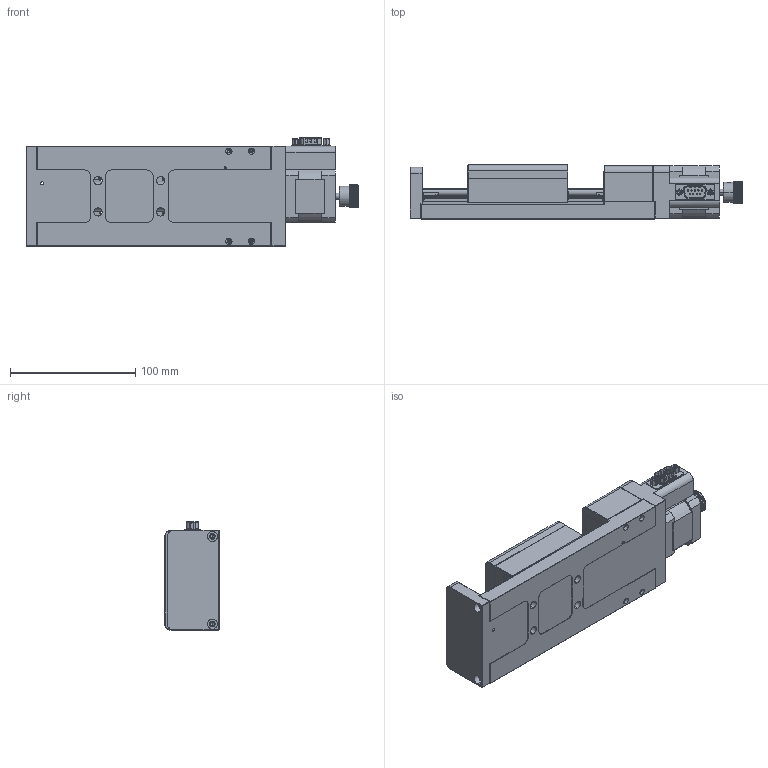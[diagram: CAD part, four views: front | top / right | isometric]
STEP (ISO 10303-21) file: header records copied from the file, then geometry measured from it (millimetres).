
FILE_DESCRIPTION (( 'STEP AP214' ), '1' );
FILE_NAME ('FMS80-50（K）.STEP', '2021-07-21T11:48:14', ( '' ), ( '' ), 'SwSTEP 2.0', 'SolidWorks 2017', '' );
FILE_SCHEMA (( 'AUTOMOTIVE_DESIGN' ));
Length unit declared in the file: millimetre
Products named in the file (1): FMS80-50ㄗKㄘ
Bounding box: 265.1 x 43.5 x 86.8 mm (x, y, z)
Volume: 520227.6 mm3; surface area: 158976.6 mm2
Topology: 26 solids, 28 shells, 3631 faces, 9447 edges, 5876 vertices
Faces by surface type: plane 1668, cylinder 1224, cone 378, bspline 221, torus 91, sphere 49
Entity records: 155762 total; most frequent: CARTESIAN_POINT 27589, ORIENTED_EDGE 18482, DIRECTION 18234, EDGE_CURVE 9241, AXIS2_PLACEMENT_3D 6498, VERTEX_POINT 5857, LINE 5238, VECTOR 5238
